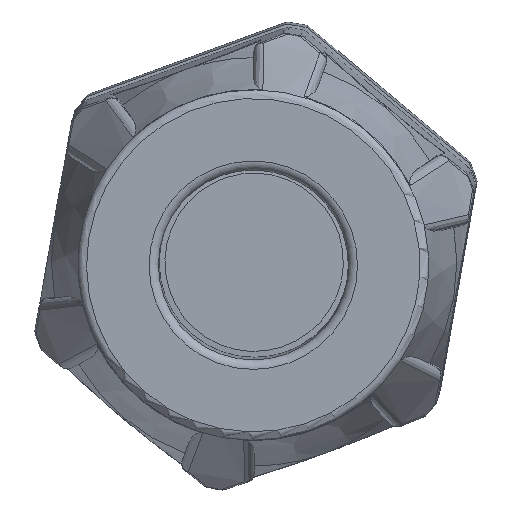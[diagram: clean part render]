
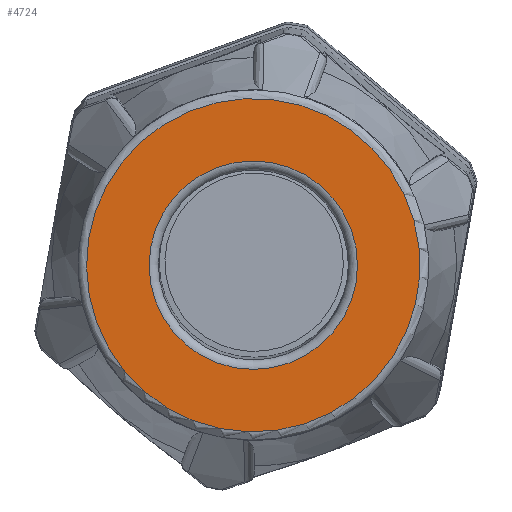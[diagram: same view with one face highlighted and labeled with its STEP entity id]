
A CAD part, left-side view. The second image highlights one B-rep face of the part: STEP entity #4724.
In plain terms, the highlighted face is planar.
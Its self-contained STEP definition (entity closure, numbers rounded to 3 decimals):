
#299=FACE_BOUND('',#1554,.T.);
#973=PLANE('',#5271);
#1242=FACE_OUTER_BOUND('',#1553,.T.);
#1553=EDGE_LOOP('',(#4390));
#1554=EDGE_LOOP('',(#4391));
#1836=CIRCLE('',#5270,5.615);
#1837=CIRCLE('',#5272,8.983);
#2424=VERTEX_POINT('',#12372);
#2425=VERTEX_POINT('',#12375);
#3087=EDGE_CURVE('',#2424,#2424,#1836,.T.);
#3088=EDGE_CURVE('',#2425,#2425,#1837,.T.);
#4390=ORIENTED_EDGE('',*,*,#3088,.F.);
#4391=ORIENTED_EDGE('',*,*,#3087,.T.);
#4724=ADVANCED_FACE('',(#1242,#299),#973,.T.);
#5270=AXIS2_PLACEMENT_3D('',#12373,#6503,#6504);
#5271=AXIS2_PLACEMENT_3D('',#12374,#6505,#6506);
#5272=AXIS2_PLACEMENT_3D('',#12376,#6507,#6508);
#6503=DIRECTION('center_axis',(1.,0.,0.));
#6504=DIRECTION('ref_axis',(0.,0.,-1.));
#6505=DIRECTION('center_axis',(-1.,0.,0.));
#6506=DIRECTION('ref_axis',(0.,0.,1.));
#6507=DIRECTION('center_axis',(1.,0.,0.));
#6508=DIRECTION('ref_axis',(0.,0.,-1.));
#12372=CARTESIAN_POINT('',(-21.9,5.615,0.));
#12373=CARTESIAN_POINT('Origin',(-21.9,0.,0.));
#12374=CARTESIAN_POINT('Origin',(-21.9,8.983,0.));
#12375=CARTESIAN_POINT('',(-21.9,8.983,0.));
#12376=CARTESIAN_POINT('Origin',(-21.9,0.,0.));
